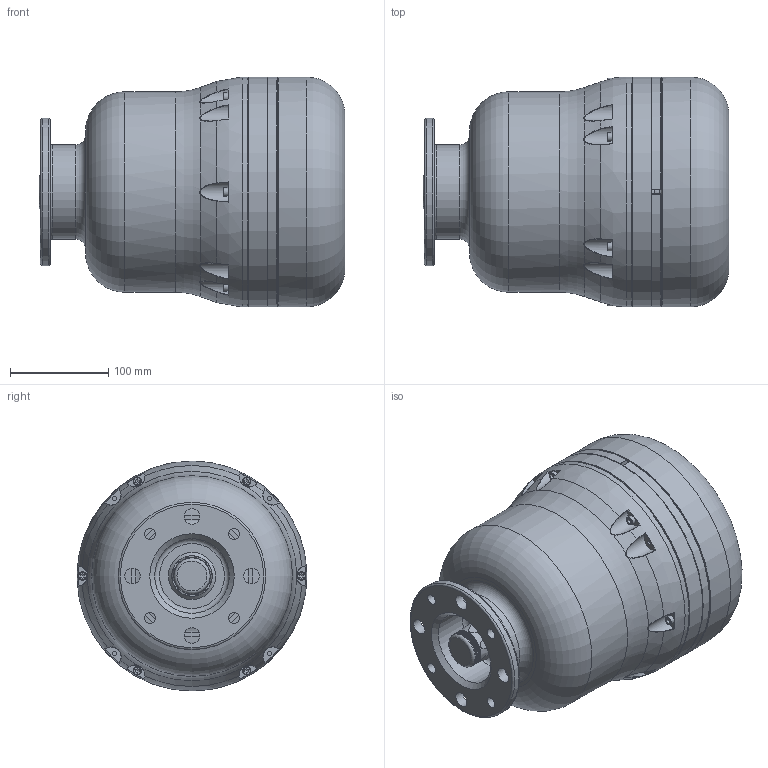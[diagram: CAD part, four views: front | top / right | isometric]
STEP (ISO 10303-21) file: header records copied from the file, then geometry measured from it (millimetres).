
FILE_DESCRIPTION(/* description */ (''),/* implementation_level */ '2;1');
FILE_NAME(/* name */ '8212-000-01 Mini Ranger.stp',/* time_stamp */ '2015-01-23T11:41:16+00:00',/* author */ ('grh'),/* organization */ (''),/* preprocessor_version */ 'ST-DEVELOPER v15.2',/* originating_system */ 'Autodesk Inventor 2014',/* authorisation */ '');
FILE_SCHEMA (('AUTOMOTIVE_DESIGN { 1 0 10303 214 3 1 1 }'));
Length unit declared in the file: millimetre
Products named in the file (1): 8212-000-01 Mini Ranger_Substitute_1
Bounding box: 311.45 x 234 x 234 mm (x, y, z)
Volume: 9880492.7 mm3; surface area: 321109.6 mm2
Topology: 1 solids, 1 shells, 909 faces, 2371 edges, 1480 vertices
Faces by surface type: plane 621, cylinder 151, bspline 71, cone 48, torus 18
Full cylindrical faces by diameter (mm): 4.134 x10, 8.5 x6, 11 x4, 16 x4, 36.6 x1, 41.09 x1, 48 x1, 76 x1, 96 x1, 150 x1, 204 x1, 208 x1, 234 x1
Entity records: 29468 total; most frequent: CARTESIAN_POINT 7729, ORIENTED_EDGE 4540, DIRECTION 4268, EDGE_CURVE 2270, VERTEX_POINT 1445, AXIS2_PLACEMENT_3D 1441, LINE 1386, VECTOR 1386
